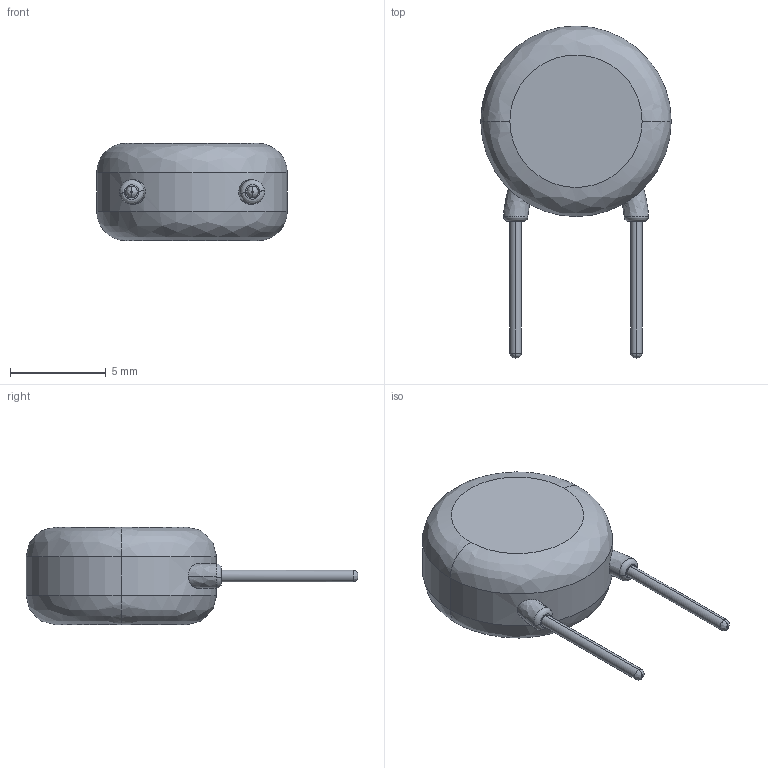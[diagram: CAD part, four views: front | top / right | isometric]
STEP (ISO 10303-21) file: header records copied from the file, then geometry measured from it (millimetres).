
FILE_DESCRIPTION (( 'STEP AP214' ), '1' );
FILE_NAME ('User Library-Capacitor disk 10mm.STEP', '2022-05-08T14:24:37', ( '' ), ( '' ), 'SwSTEP 2.0', 'SolidWorks 2021', '' );
FILE_SCHEMA (( 'AUTOMOTIVE_DESIGN' ));
Length unit declared in the file: inch
Products named in the file (1): User Library-Capacitor disk 10mm
Bounding box: 9.96 x 17.35 x 5.08 mm (x, y, z)
Volume: 373.8 mm3; surface area: 308.3 mm2
Topology: 1 solids, 1 shells, 30 faces, 60 edges, 36 vertices
Faces by surface type: bspline 16, plane 8, cylinder 6
Entity records: 1740 total; most frequent: CARTESIAN_POINT 905, ORIENTED_EDGE 120, DIRECTION 82, EDGE_CURVE 60, AXIS2_PLACEMENT_3D 37, VERTEX_POINT 36, EDGE_LOOP 34, FACE_OUTER_BOUND 30
